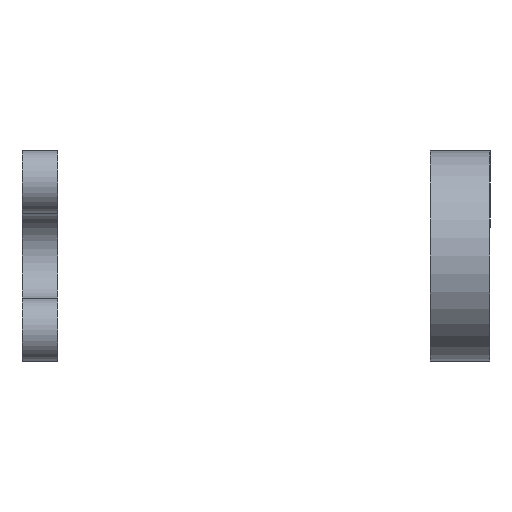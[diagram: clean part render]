
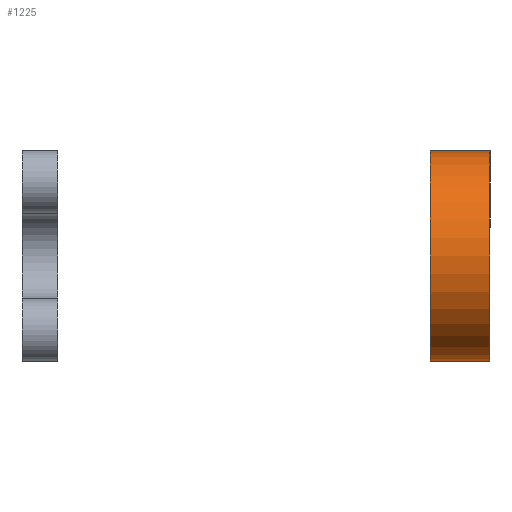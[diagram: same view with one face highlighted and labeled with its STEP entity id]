
A CAD part, front view. The second image highlights one B-rep face of the part: STEP entity #1225.
In plain terms, the highlighted cylindrical face has radius 11 mm (diameter 22 mm), a partial arc.
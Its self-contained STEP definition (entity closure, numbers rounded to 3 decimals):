
#16 = CARTESIAN_POINT ( 'NONE',  ( 18.25, -60., -11. ) ) ;
#22 = EDGE_LOOP ( 'NONE', ( #1334, #2211, #410, #1488 ) ) ;
#53 = CARTESIAN_POINT ( 'NONE',  ( 24.5, -60., -11. ) ) ;
#95 = DIRECTION ( 'NONE',  ( -1., 0., 0. ) ) ;
#122 = CARTESIAN_POINT ( 'NONE',  ( 24.5, -60., 0. ) ) ;
#144 = EDGE_CURVE ( 'NONE', #728, #1649, #1118, .T. ) ;
#174 = CARTESIAN_POINT ( 'NONE',  ( 18.25, -60., 11. ) ) ;
#189 = EDGE_CURVE ( 'NONE', #1461, #2337, #1920, .T. ) ;
#410 = ORIENTED_EDGE ( 'NONE', *, *, #144, .F. ) ;
#495 = CARTESIAN_POINT ( 'NONE',  ( 18.25, -60., 0. ) ) ;
#522 = DIRECTION ( 'NONE',  ( 1., 0., 0. ) ) ;
#594 = AXIS2_PLACEMENT_3D ( 'NONE', #495, #892, #1861 ) ;
#706 = LINE ( 'NONE', #898, #1327 ) ;
#728 = VERTEX_POINT ( 'NONE', #1558 ) ;
#833 = FACE_OUTER_BOUND ( 'NONE', #22, .T. ) ;
#892 = DIRECTION ( 'NONE',  ( -1., 0., 0. ) ) ;
#898 = CARTESIAN_POINT ( 'NONE',  ( 24.5, -60., -11. ) ) ;
#1041 = AXIS2_PLACEMENT_3D ( 'NONE', #122, #522, #1100 ) ;
#1085 = DIRECTION ( 'NONE',  ( -1., 0., 0. ) ) ;
#1100 = DIRECTION ( 'NONE',  ( 0., 0., -1. ) ) ;
#1118 = CIRCLE ( 'NONE', #1041, 11. ) ;
#1225 = ADVANCED_FACE ( 'NONE', ( #833 ), #2027, .T. ) ;
#1247 = VECTOR ( 'NONE', #2197, 1000. ) ;
#1327 = VECTOR ( 'NONE', #1085, 1000. ) ;
#1334 = ORIENTED_EDGE ( 'NONE', *, *, #189, .F. ) ;
#1423 = LINE ( 'NONE', #1784, #1247 ) ;
#1456 = CARTESIAN_POINT ( 'NONE',  ( 24.5, -60., 0. ) ) ;
#1461 = VERTEX_POINT ( 'NONE', #16 ) ;
#1488 = ORIENTED_EDGE ( 'NONE', *, *, #2065, .T. ) ;
#1558 = CARTESIAN_POINT ( 'NONE',  ( 24.5, -60., 11. ) ) ;
#1606 = DIRECTION ( 'NONE',  ( 0., 0., 1. ) ) ;
#1638 = AXIS2_PLACEMENT_3D ( 'NONE', #1456, #95, #1606 ) ;
#1649 = VERTEX_POINT ( 'NONE', #53 ) ;
#1784 = CARTESIAN_POINT ( 'NONE',  ( 24.5, -60., 11. ) ) ;
#1861 = DIRECTION ( 'NONE',  ( 0., -1., 0. ) ) ;
#1920 = CIRCLE ( 'NONE', #594, 11. ) ;
#2027 = CYLINDRICAL_SURFACE ( 'NONE', #1638, 11. ) ;
#2065 = EDGE_CURVE ( 'NONE', #728, #2337, #1423, .T. ) ;
#2197 = DIRECTION ( 'NONE',  ( -1., 0., 0. ) ) ;
#2206 = EDGE_CURVE ( 'NONE', #1649, #1461, #706, .T. ) ;
#2211 = ORIENTED_EDGE ( 'NONE', *, *, #2206, .F. ) ;
#2337 = VERTEX_POINT ( 'NONE', #174 ) ;
